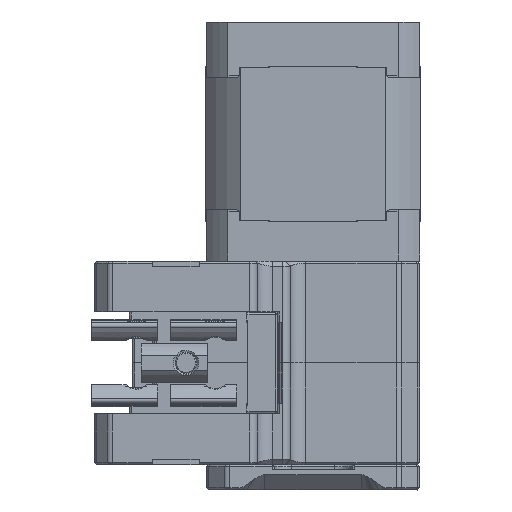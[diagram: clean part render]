
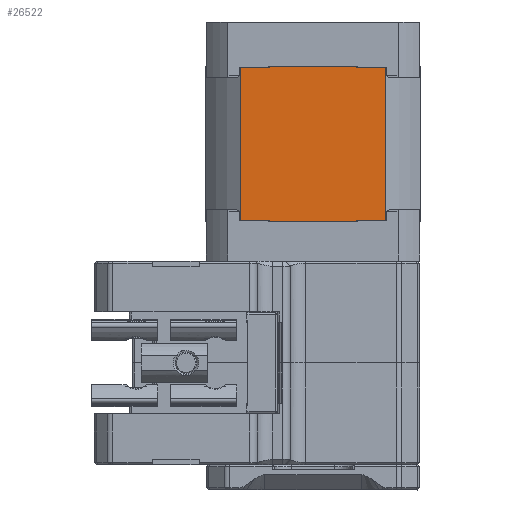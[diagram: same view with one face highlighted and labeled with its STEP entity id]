
A CAD part, left-side view. The second image highlights one B-rep face of the part: STEP entity #26522.
In plain terms, the highlighted planar face has unit normal (-1, 0, 0).
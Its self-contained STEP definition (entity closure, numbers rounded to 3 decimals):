
#2218=PLANE('',#29439);
#3681=FACE_OUTER_BOUND('',#5295,.T.);
#5295=EDGE_LOOP('',(#24543,#24544,#24545,#24546,#24547,#24548,#24549,#24550,
#24551,#24552,#24553,#24554));
#7376=LINE('',#48767,#9633);
#7379=LINE('',#48778,#9636);
#7381=LINE('',#48787,#9638);
#7383=LINE('',#48791,#9640);
#7385=LINE('',#48794,#9642);
#7584=LINE('',#49468,#9841);
#7586=LINE('',#49475,#9843);
#7587=LINE('',#49477,#9844);
#7588=LINE('',#49479,#9845);
#7589=LINE('',#49481,#9846);
#7590=LINE('',#49483,#9847);
#7591=LINE('',#49484,#9848);
#9633=VECTOR('',#36402,30.2);
#9636=VECTOR('',#36411,0.1);
#9638=VECTOR('',#36419,0.1);
#9640=VECTOR('',#36425,5.724);
#9642=VECTOR('',#36429,5.724);
#9841=VECTOR('',#37084,17.012);
#9843=VECTOR('',#37092,0.1);
#9844=VECTOR('',#37093,5.724);
#9845=VECTOR('',#37094,30.2);
#9846=VECTOR('',#37095,5.724);
#9847=VECTOR('',#37096,0.1);
#9848=VECTOR('',#37097,17.012);
#13175=VERTEX_POINT('',#48764);
#13176=VERTEX_POINT('',#48766);
#13180=VERTEX_POINT('',#48775);
#13181=VERTEX_POINT('',#48777);
#13184=VERTEX_POINT('',#48784);
#13185=VERTEX_POINT('',#48786);
#13402=VERTEX_POINT('',#49466);
#13404=VERTEX_POINT('',#49474);
#13405=VERTEX_POINT('',#49476);
#13406=VERTEX_POINT('',#49478);
#13407=VERTEX_POINT('',#49480);
#13408=VERTEX_POINT('',#49482);
#16809=EDGE_CURVE('',#13176,#13175,#7376,.T.);
#16814=EDGE_CURVE('',#13181,#13180,#7379,.T.);
#16818=EDGE_CURVE('',#13185,#13184,#7381,.T.);
#16821=EDGE_CURVE('',#13175,#13185,#7383,.T.);
#16823=EDGE_CURVE('',#13180,#13176,#7385,.T.);
#17144=EDGE_CURVE('',#13184,#13402,#7584,.T.);
#17147=EDGE_CURVE('',#13402,#13404,#7586,.T.);
#17148=EDGE_CURVE('',#13405,#13404,#7587,.T.);
#17149=EDGE_CURVE('',#13406,#13405,#7588,.T.);
#17150=EDGE_CURVE('',#13407,#13406,#7589,.T.);
#17151=EDGE_CURVE('',#13407,#13408,#7590,.T.);
#17152=EDGE_CURVE('',#13408,#13181,#7591,.T.);
#24543=ORIENTED_EDGE('',*,*,#17144,.T.);
#24544=ORIENTED_EDGE('',*,*,#17147,.T.);
#24545=ORIENTED_EDGE('',*,*,#17148,.F.);
#24546=ORIENTED_EDGE('',*,*,#17149,.F.);
#24547=ORIENTED_EDGE('',*,*,#17150,.F.);
#24548=ORIENTED_EDGE('',*,*,#17151,.T.);
#24549=ORIENTED_EDGE('',*,*,#17152,.T.);
#24550=ORIENTED_EDGE('',*,*,#16814,.T.);
#24551=ORIENTED_EDGE('',*,*,#16823,.T.);
#24552=ORIENTED_EDGE('',*,*,#16809,.T.);
#24553=ORIENTED_EDGE('',*,*,#16821,.T.);
#24554=ORIENTED_EDGE('',*,*,#16818,.T.);
#26522=ADVANCED_FACE('',(#3681),#2218,.T.);
#29439=AXIS2_PLACEMENT_3D('',#49473,#37090,#37091);
#36402=DIRECTION('',(0.,0.,-1.));
#36411=DIRECTION('',(0.,0.,-1.));
#36419=DIRECTION('',(0.,0.,-1.));
#36425=DIRECTION('',(0.,-1.,0.));
#36429=DIRECTION('',(0.,1.,0.));
#37084=DIRECTION('',(0.,-1.,0.));
#37090=DIRECTION('center_axis',(-1.,0.,0.));
#37091=DIRECTION('ref_axis',(0.,0.,1.));
#37092=DIRECTION('',(0.,0.,1.));
#37093=DIRECTION('',(0.,1.,0.));
#37094=DIRECTION('',(0.,0.,-1.));
#37095=DIRECTION('',(0.,-1.,0.));
#37096=DIRECTION('',(0.,0.,1.));
#37097=DIRECTION('',(0.,1.,0.));
#48764=CARTESIAN_POINT('',(-21.1,14.23,-19.54));
#48766=CARTESIAN_POINT('',(-21.1,14.23,10.66));
#48767=CARTESIAN_POINT('',(-21.1,14.23,10.66));
#48775=CARTESIAN_POINT('',(-21.1,8.506,10.66));
#48777=CARTESIAN_POINT('',(-21.1,8.506,10.76));
#48778=CARTESIAN_POINT('',(-21.1,8.506,10.76));
#48784=CARTESIAN_POINT('',(-21.1,8.506,-19.64));
#48786=CARTESIAN_POINT('',(-21.1,8.506,-19.54));
#48787=CARTESIAN_POINT('',(-21.1,8.506,-19.54));
#48791=CARTESIAN_POINT('',(-21.1,14.23,-19.54));
#48794=CARTESIAN_POINT('',(-21.1,8.506,10.66));
#49466=CARTESIAN_POINT('',(-21.1,-8.506,-19.64));
#49468=CARTESIAN_POINT('',(-21.1,8.506,-19.64));
#49473=CARTESIAN_POINT('Origin',(-21.1,-14.231,-19.641));
#49474=CARTESIAN_POINT('',(-21.1,-8.506,-19.54));
#49475=CARTESIAN_POINT('',(-21.1,-8.506,-19.64));
#49476=CARTESIAN_POINT('',(-21.1,-14.23,-19.54));
#49477=CARTESIAN_POINT('',(-21.1,-14.23,-19.54));
#49478=CARTESIAN_POINT('',(-21.1,-14.23,10.66));
#49479=CARTESIAN_POINT('',(-21.1,-14.23,10.66));
#49480=CARTESIAN_POINT('',(-21.1,-8.506,10.66));
#49481=CARTESIAN_POINT('',(-21.1,-8.506,10.66));
#49482=CARTESIAN_POINT('',(-21.1,-8.506,10.76));
#49483=CARTESIAN_POINT('',(-21.1,-8.506,10.66));
#49484=CARTESIAN_POINT('',(-21.1,-8.506,10.76));
